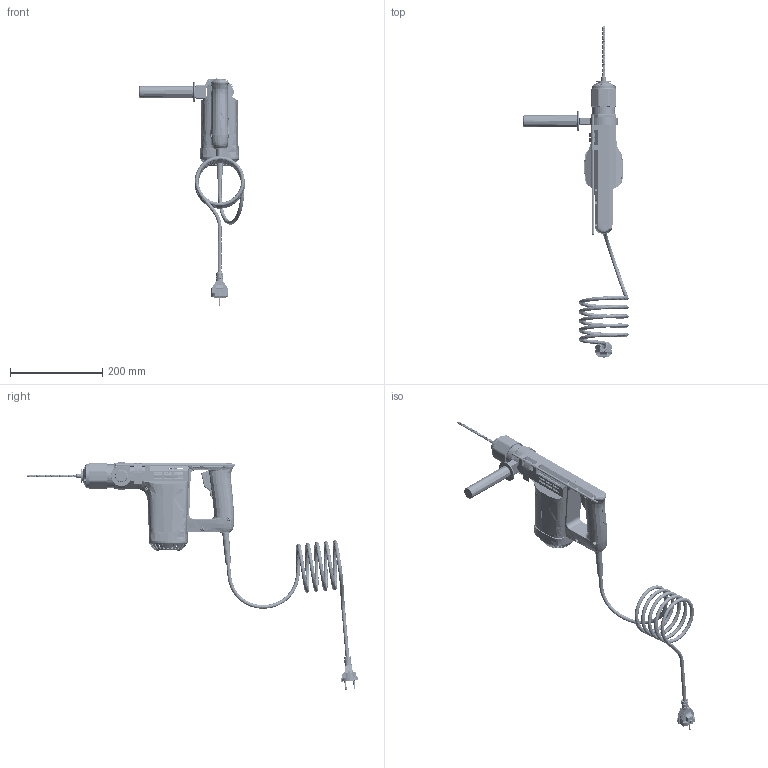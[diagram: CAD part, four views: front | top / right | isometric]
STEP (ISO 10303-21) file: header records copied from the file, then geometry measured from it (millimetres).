
FILE_DESCRIPTION(('FreeCAD Model'),'2;1');
FILE_NAME('Open CASCADE Shape Model','2025-05-01T20:33:29',('FreeCAD'),( 'FreeCAD'),'Open CASCADE STEP processor 7.6','FreeCAD','Unknown');
FILE_SCHEMA(('AUTOMOTIVE_DESIGN { 1 0 10303 214 1 1 1 1 }'));
Products named in the file (1): Open CASCADE STEP translator 7.6 1
Bounding box: 228.06 x 719.36 x 494.86 mm (x, y, z)
Volume: 1001851.1 mm3; surface area: 728942.8 mm2
Topology: 130 solids, 141 shells, 8731 faces, 22581 edges, 13935 vertices
Faces by surface type: plane 2806, cylinder 2456, bspline 2048, torus 570, sphere 425, extrusion 201, cone 194, revolution 31
Full cylindrical faces by diameter (mm): 1.5 x5, 2 x3, 2.5 x10, 2.9 x4, 3 x43, 3.3 x2, 3.5 x8, 3.9 x2, 4 x57, 4.2 x7, 4.272 x2, 5 x7, 5.1 x2, 5.5 x3, 6 x46, 6.1 x2, 6.5 x5, 6.969 x1, 7 x22, 7.55 x1, 7.75 x1, 7.8 x1, 8 x35, 8.1 x4, 8.2 x1, 9 x2, 9.25 x1, 9.5 x2, 10 x12, 10.036 x1
Entity records: 654909 total; most frequent: CARTESIAN_POINT 464139, ORIENTED_EDGE 44034, DIRECTION 33134, EDGE_CURVE 22053, VERTEX_POINT 13922, AXIS2_PLACEMENT_3D 12711, FACE_BOUND 9521, EDGE_LOOP 9508
